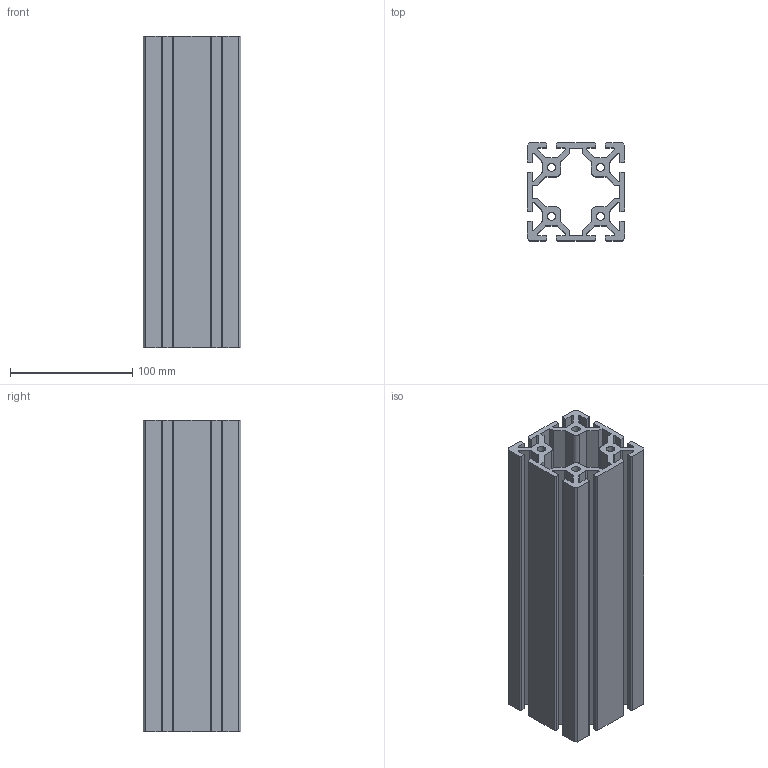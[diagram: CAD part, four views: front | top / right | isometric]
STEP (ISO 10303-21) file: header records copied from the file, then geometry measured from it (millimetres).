
FILE_DESCRIPTION (( 'STEP AP203' ), '1' );
FILE_NAME ('40-8080B.step', '2023-03-02T15:29:01', ( '' ), ( '' ), 'SwSTEP 2.0', 'SolidWorks 2021', '' );
FILE_SCHEMA (( 'CONFIG_CONTROL_DESIGN' ));
Length unit declared in the file: millimetre
Products named in the file (1): 40-8080B
Bounding box: 80 x 80 x 254 mm (x, y, z)
Volume: 597126.4 mm3; surface area: 258477.2 mm2
Topology: 1 solids, 1 shells, 170 faces, 504 edges, 336 vertices
Faces by surface type: plane 102, cylinder 68
Entity records: 5801 total; most frequent: CARTESIAN_POINT 1011, ORIENTED_EDGE 1008, DIRECTION 982, EDGE_CURVE 504, VECTOR 368, LINE 368, VERTEX_POINT 336, AXIS2_PLACEMENT_3D 307
